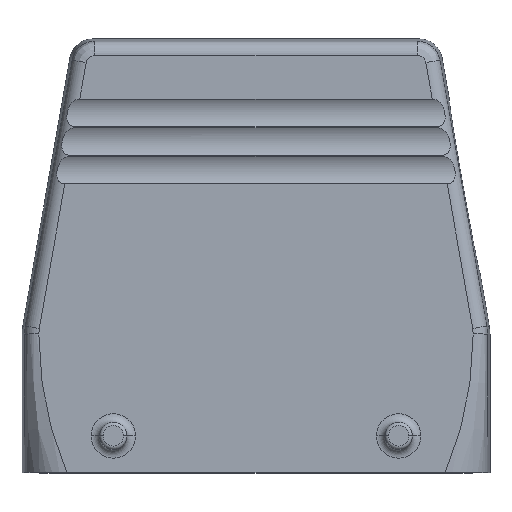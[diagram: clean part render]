
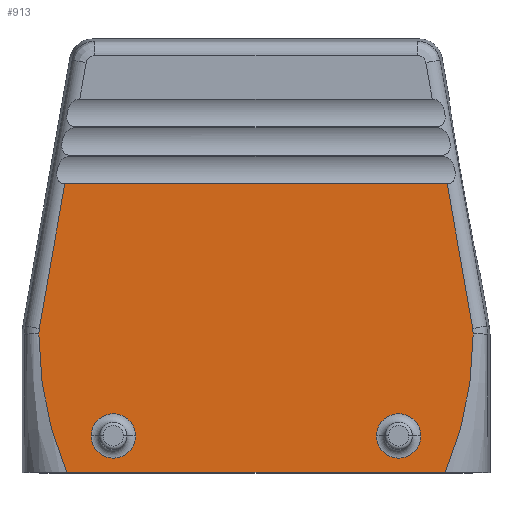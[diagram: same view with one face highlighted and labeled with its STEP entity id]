
A CAD part, top view. The second image highlights one B-rep face of the part: STEP entity #913.
In plain terms, the highlighted planar face has unit normal (0, 0, 1).
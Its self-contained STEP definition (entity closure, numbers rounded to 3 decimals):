
#199=PLANE('',#5847);
#285=CIRCLE('',#5843,3.9);
#286=CIRCLE('',#5844,3.9);
#287=CIRCLE('',#5845,3.9);
#288=CIRCLE('',#5846,3.9);
#595=FACE_BOUND('',#1746,.T.);
#596=FACE_BOUND('',#1747,.T.);
#597=FACE_BOUND('',#1748,.T.);
#725=B_SPLINE_CURVE_WITH_KNOTS('',3,(#8279,#8280,#8281,#8282,#8283,#8284),
 .UNSPECIFIED.,.F.,.F.,(4,1,1,4),(0.,0.333,0.667,1.),
 .UNSPECIFIED.);
#726=B_SPLINE_CURVE_WITH_KNOTS('',3,(#8286,#8287,#8288,#8289,#8290,#8291,
#8292,#8293,#8294,#8295,#8296,#8297,#8298,#8299,#8300),.UNSPECIFIED.,.F.,
 .F.,(4,1,1,1,1,1,1,1,1,1,1,1,4),(0.,0.083,0.167,0.25,
0.333,0.417,0.5,0.583,0.667,0.75,
0.833,0.917,1.),.UNSPECIFIED.);
#727=B_SPLINE_CURVE_WITH_KNOTS('',3,(#8304,#8305,#8306,#8307,#8308,#8309,
#8310,#8311,#8312,#8313,#8314,#8315,#8316,#8317,#8318),.UNSPECIFIED.,.F.,
 .F.,(4,1,1,1,1,1,1,1,1,1,1,1,4),(0.,0.083,0.167,0.25,
0.333,0.417,0.5,0.583,0.667,0.75,
0.833,0.917,1.),.UNSPECIFIED.);
#728=B_SPLINE_CURVE_WITH_KNOTS('',3,(#8320,#8321,#8322,#8323,#8324,#8325),
 .UNSPECIFIED.,.F.,.F.,(4,1,1,4),(0.,0.333,0.667,1.),
 .UNSPECIFIED.);
#913=ADVANCED_FACE('87',(#595,#596,#597),#199,.F.);
#1746=EDGE_LOOP('',(#2174,#2175,#2176,#2177,#2178,#2179,#2180,#2181));
#1747=EDGE_LOOP('',(#2182,#2183));
#1748=EDGE_LOOP('',(#2184,#2185));
#2174=ORIENTED_EDGE('',*,*,#4373,.F.);
#2175=ORIENTED_EDGE('',*,*,#4374,.T.);
#2176=ORIENTED_EDGE('',*,*,#4375,.F.);
#2177=ORIENTED_EDGE('',*,*,#4376,.F.);
#2178=ORIENTED_EDGE('',*,*,#4377,.F.);
#2179=ORIENTED_EDGE('',*,*,#4378,.T.);
#2180=ORIENTED_EDGE('',*,*,#4379,.F.);
#2181=ORIENTED_EDGE('',*,*,#4380,.T.);
#2182=ORIENTED_EDGE('',*,*,#4381,.F.);
#2183=ORIENTED_EDGE('',*,*,#4382,.F.);
#2184=ORIENTED_EDGE('',*,*,#4383,.F.);
#2185=ORIENTED_EDGE('',*,*,#4384,.F.);
#3858=VERTEX_POINT('',#8277);
#3859=VERTEX_POINT('',#8278);
#3860=VERTEX_POINT('',#8285);
#3861=VERTEX_POINT('',#8301);
#3862=VERTEX_POINT('',#8303);
#3863=VERTEX_POINT('',#8319);
#3864=VERTEX_POINT('',#8326);
#3865=VERTEX_POINT('',#8328);
#3866=VERTEX_POINT('',#8331);
#3867=VERTEX_POINT('',#8332);
#3868=VERTEX_POINT('',#8335);
#3869=VERTEX_POINT('',#8336);
#4373=EDGE_CURVE('733',#3858,#3859,#5206,.T.);
#4374=EDGE_CURVE('678',#3858,#3860,#725,.T.);
#4375=EDGE_CURVE('680',#3861,#3860,#726,.T.);
#4376=EDGE_CURVE('685',#3862,#3861,#5207,.T.);
#4377=EDGE_CURVE('658',#3863,#3862,#727,.T.);
#4378=EDGE_CURVE('662',#3863,#3864,#728,.T.);
#4379=EDGE_CURVE('732',#3865,#3864,#5208,.T.);
#4380=EDGE_CURVE('457',#3865,#3859,#5209,.T.);
#4381=EDGE_CURVE('478',#3866,#3867,#285,.T.);
#4382=EDGE_CURVE('476',#3867,#3866,#286,.T.);
#4383=EDGE_CURVE('482',#3868,#3869,#287,.T.);
#4384=EDGE_CURVE('480',#3869,#3868,#288,.T.);
#5206=LINE('',#8276,#5523);
#5207=LINE('',#8302,#5524);
#5208=LINE('',#8327,#5525);
#5209=LINE('',#8329,#5526);
#5523=VECTOR('',#6496,1.);
#5524=VECTOR('',#6497,1.);
#5525=VECTOR('',#6498,1.);
#5526=VECTOR('',#6499,1.);
#5843=AXIS2_PLACEMENT_3D('',#8330,#6500,#6501);
#5844=AXIS2_PLACEMENT_3D('',#8333,#6502,#6503);
#5845=AXIS2_PLACEMENT_3D('',#8334,#6504,#6505);
#5846=AXIS2_PLACEMENT_3D('',#8337,#6506,#6507);
#5847=AXIS2_PLACEMENT_3D('',#8338,#6508,#6509);
#6496=DIRECTION('',(0.174,0.985,0.));
#6497=DIRECTION('',(-1.,0.,0.));
#6498=DIRECTION('',(0.174,-0.985,0.));
#6499=DIRECTION('',(-1.,0.,0.));
#6500=DIRECTION('',(0.,0.,1.));
#6501=DIRECTION('',(-1.,0.,0.));
#6502=DIRECTION('',(0.,0.,1.));
#6503=DIRECTION('',(1.,0.,0.));
#6504=DIRECTION('',(0.,0.,1.));
#6505=DIRECTION('',(-1.,0.,0.));
#6506=DIRECTION('',(0.,0.,1.));
#6507=DIRECTION('',(1.,0.,0.));
#6508=DIRECTION('',(0.,0.,-1.));
#6509=DIRECTION('',(1.,0.,0.));
#8276=CARTESIAN_POINT('',(-37.971,25.216,28.));
#8277=CARTESIAN_POINT('',(-37.971,25.216,28.));
#8278=CARTESIAN_POINT('',(-33.497,50.59,28.));
#8279=CARTESIAN_POINT('',(-37.971,25.216,28.));
#8280=CARTESIAN_POINT('',(-37.989,25.111,28.));
#8281=CARTESIAN_POINT('',(-38.02,24.9,28.));
#8282=CARTESIAN_POINT('',(-38.048,24.581,28.));
#8283=CARTESIAN_POINT('',(-38.055,24.368,28.));
#8284=CARTESIAN_POINT('',(-38.055,24.261,28.));
#8285=CARTESIAN_POINT('',(-38.055,24.261,28.));
#8286=CARTESIAN_POINT('',(-33.141,0.,28.));
#8287=CARTESIAN_POINT('',(-33.4,0.598,28.));
#8288=CARTESIAN_POINT('',(-33.901,1.81,28.));
#8289=CARTESIAN_POINT('',(-34.597,3.677,28.));
#8290=CARTESIAN_POINT('',(-35.237,5.589,28.));
#8291=CARTESIAN_POINT('',(-35.816,7.543,28.));
#8292=CARTESIAN_POINT('',(-36.333,9.535,28.));
#8293=CARTESIAN_POINT('',(-36.786,11.561,28.));
#8294=CARTESIAN_POINT('',(-37.172,13.619,28.));
#8295=CARTESIAN_POINT('',(-37.492,15.706,28.));
#8296=CARTESIAN_POINT('',(-37.742,17.819,28.));
#8297=CARTESIAN_POINT('',(-37.922,19.952,28.));
#8298=CARTESIAN_POINT('',(-38.03,22.101,28.));
#8299=CARTESIAN_POINT('',(-38.055,23.54,28.));
#8300=CARTESIAN_POINT('',(-38.055,24.261,28.));
#8301=CARTESIAN_POINT('',(-33.141,0.,28.));
#8302=CARTESIAN_POINT('',(33.141,0.,28.));
#8303=CARTESIAN_POINT('',(33.141,0.,28.));
#8304=CARTESIAN_POINT('',(38.055,24.261,28.));
#8305=CARTESIAN_POINT('',(38.055,23.54,28.));
#8306=CARTESIAN_POINT('',(38.03,22.101,28.));
#8307=CARTESIAN_POINT('',(37.922,19.952,28.));
#8308=CARTESIAN_POINT('',(37.742,17.819,28.));
#8309=CARTESIAN_POINT('',(37.492,15.706,28.));
#8310=CARTESIAN_POINT('',(37.172,13.619,28.));
#8311=CARTESIAN_POINT('',(36.786,11.561,28.));
#8312=CARTESIAN_POINT('',(36.333,9.535,28.));
#8313=CARTESIAN_POINT('',(35.816,7.543,28.));
#8314=CARTESIAN_POINT('',(35.237,5.589,28.));
#8315=CARTESIAN_POINT('',(34.597,3.677,28.));
#8316=CARTESIAN_POINT('',(33.901,1.81,28.));
#8317=CARTESIAN_POINT('',(33.4,0.598,28.));
#8318=CARTESIAN_POINT('',(33.141,0.,28.));
#8319=CARTESIAN_POINT('',(38.055,24.261,28.));
#8320=CARTESIAN_POINT('',(38.055,24.261,28.));
#8321=CARTESIAN_POINT('',(38.055,24.368,28.));
#8322=CARTESIAN_POINT('',(38.048,24.581,28.));
#8323=CARTESIAN_POINT('',(38.02,24.9,28.));
#8324=CARTESIAN_POINT('',(37.989,25.111,28.));
#8325=CARTESIAN_POINT('',(37.971,25.216,28.));
#8326=CARTESIAN_POINT('',(37.971,25.216,28.));
#8327=CARTESIAN_POINT('',(33.497,50.59,28.));
#8328=CARTESIAN_POINT('',(33.497,50.59,28.));
#8329=CARTESIAN_POINT('',(33.497,50.59,28.));
#8330=CARTESIAN_POINT('',(-25.,6.4,28.));
#8331=CARTESIAN_POINT('',(-28.9,6.4,28.));
#8332=CARTESIAN_POINT('',(-21.1,6.4,28.));
#8333=CARTESIAN_POINT('',(-25.,6.4,28.));
#8334=CARTESIAN_POINT('',(25.,6.4,28.));
#8335=CARTESIAN_POINT('',(21.1,6.4,28.));
#8336=CARTESIAN_POINT('',(28.9,6.4,28.));
#8337=CARTESIAN_POINT('',(25.,6.4,28.));
#8338=CARTESIAN_POINT('',(0.,0.,28.));
